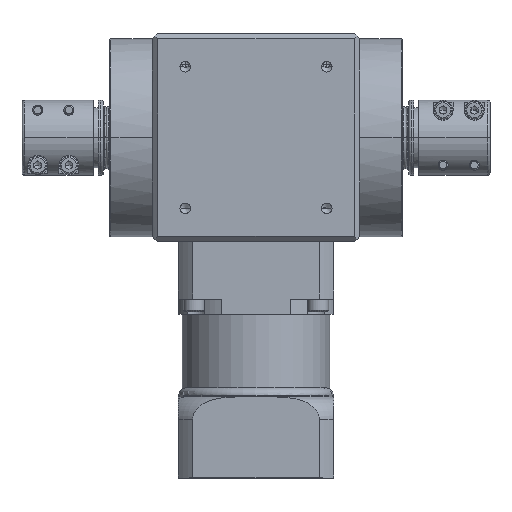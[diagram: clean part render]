
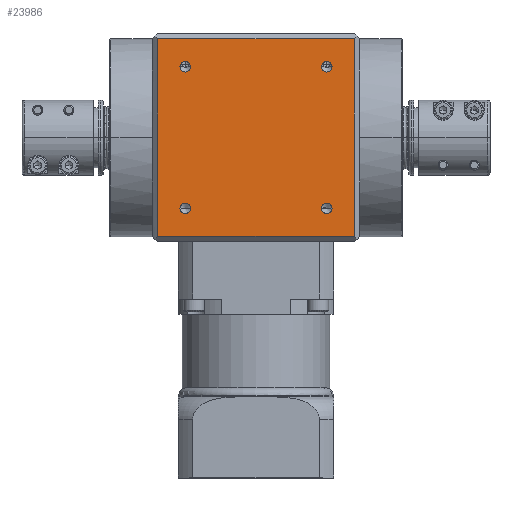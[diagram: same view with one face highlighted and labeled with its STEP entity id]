
A CAD part, top view. The second image highlights one B-rep face of the part: STEP entity #23986.
In plain terms, the highlighted planar face has unit normal (0, 0, 1).
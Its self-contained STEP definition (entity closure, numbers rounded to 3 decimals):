
#231 = VERTEX_POINT ( 'NONE', #13356 ) ;
#590 = DIRECTION ( 'NONE',  ( 0., 0., 1. ) ) ;
#859 = AXIS2_PLACEMENT_3D ( 'NONE', #6271, #23651, #8761 ) ;
#1211 = VECTOR ( 'NONE', #32072, 1000. ) ;
#1363 = CARTESIAN_POINT ( 'NONE',  ( 28.284, 161.884, 41.5 ) ) ;
#1738 = EDGE_LOOP ( 'NONE', ( #16984, #10730 ) ) ;
#1969 = VECTOR ( 'NONE', #29798, 1000. ) ;
#2182 = EDGE_CURVE ( 'NONE', #9683, #26904, #31766, .T. ) ;
#2416 = DIRECTION ( 'NONE',  ( 0., -1., 0. ) ) ;
#3111 = CARTESIAN_POINT ( 'NONE',  ( -41.5, 96.2, 41.5 ) ) ;
#3536 = CARTESIAN_POINT ( 'NONE',  ( -28.284, 161.884, 41.5 ) ) ;
#4086 = CARTESIAN_POINT ( 'NONE',  ( 28.284, 166.084, 41.5 ) ) ;
#4120 = ORIENTED_EDGE ( 'NONE', *, *, #6847, .F. ) ;
#4388 = CARTESIAN_POINT ( 'NONE',  ( 28.284, 163.984, 41.5 ) ) ;
#4657 = VECTOR ( 'NONE', #24261, 1000. ) ;
#4777 = ORIENTED_EDGE ( 'NONE', *, *, #7528, .F. ) ;
#6191 = CARTESIAN_POINT ( 'NONE',  ( -28.284, 105.316, 41.5 ) ) ;
#6220 = AXIS2_PLACEMENT_3D ( 'NONE', #22865, #7977, #25342 ) ;
#6227 = DIRECTION ( 'NONE',  ( 0., 0., -1. ) ) ;
#6271 = CARTESIAN_POINT ( 'NONE',  ( -28.284, 107.416, 41.5 ) ) ;
#6358 = CARTESIAN_POINT ( 'NONE',  ( 28.284, 109.516, 41.5 ) ) ;
#6467 = AXIS2_PLACEMENT_3D ( 'NONE', #15445, #590, #17909 ) ;
#6695 = VERTEX_POINT ( 'NONE', #6358 ) ;
#6817 = EDGE_CURVE ( 'NONE', #17742, #27694, #31874, .T. ) ;
#6847 = EDGE_CURVE ( 'NONE', #17995, #231, #17894, .T. ) ;
#6887 = DIRECTION ( 'NONE',  ( 0., -1., 0. ) ) ;
#6935 = CIRCLE ( 'NONE', #21778, 2.1 ) ;
#6990 = CARTESIAN_POINT ( 'NONE',  ( -28.284, 109.516, 41.5 ) ) ;
#7428 = CIRCLE ( 'NONE', #17776, 2.1 ) ;
#7528 = EDGE_CURVE ( 'NONE', #23761, #17995, #22878, .T. ) ;
#7714 = EDGE_LOOP ( 'NONE', ( #4777, #19548, #10593, #4120 ) ) ;
#7977 = DIRECTION ( 'NONE',  ( 0., 0., -1. ) ) ;
#8019 = DIRECTION ( 'NONE',  ( 0., 0., -1. ) ) ;
#8761 = DIRECTION ( 'NONE',  ( 0., -1., 0. ) ) ;
#8933 = FACE_BOUND ( 'NONE', #19011, .T. ) ;
#9042 = EDGE_CURVE ( 'NONE', #6695, #16349, #29339, .T. ) ;
#9683 = VERTEX_POINT ( 'NONE', #6191 ) ;
#9833 = CARTESIAN_POINT ( 'NONE',  ( 28.284, 105.316, 41.5 ) ) ;
#10107 = EDGE_LOOP ( 'NONE', ( #12892, #21187 ) ) ;
#10160 = CARTESIAN_POINT ( 'NONE',  ( -39.292, 96.2, 41.5 ) ) ;
#10593 = ORIENTED_EDGE ( 'NONE', *, *, #16887, .F. ) ;
#10730 = ORIENTED_EDGE ( 'NONE', *, *, #9042, .F. ) ;
#11296 = DIRECTION ( 'NONE',  ( 0., 0., -1. ) ) ;
#11468 = VERTEX_POINT ( 'NONE', #15887 ) ;
#11652 = CIRCLE ( 'NONE', #29404, 2.1 ) ;
#11666 = ORIENTED_EDGE ( 'NONE', *, *, #28037, .T. ) ;
#11820 = EDGE_CURVE ( 'NONE', #11468, #23761, #27556, .T. ) ;
#12186 = CARTESIAN_POINT ( 'NONE',  ( 0., 175.2, 41.5 ) ) ;
#12478 = CARTESIAN_POINT ( 'NONE',  ( 39.292, 0., 41.5 ) ) ;
#12808 = AXIS2_PLACEMENT_3D ( 'NONE', #32180, #17303, #2416 ) ;
#12892 = ORIENTED_EDGE ( 'NONE', *, *, #17199, .T. ) ;
#13356 = CARTESIAN_POINT ( 'NONE',  ( -39.292, 175.2, 41.5 ) ) ;
#14061 = DIRECTION ( 'NONE',  ( 0., 0., 1. ) ) ;
#14195 = VERTEX_POINT ( 'NONE', #3536 ) ;
#14771 = EDGE_CURVE ( 'NONE', #16349, #6695, #23506, .T. ) ;
#15445 = CARTESIAN_POINT ( 'NONE',  ( 28.284, 107.416, 41.5 ) ) ;
#15590 = FACE_BOUND ( 'NONE', #10107, .T. ) ;
#15887 = CARTESIAN_POINT ( 'NONE',  ( 39.292, 175.2, 41.5 ) ) ;
#15942 = CARTESIAN_POINT ( 'NONE',  ( -28.284, 166.084, 41.5 ) ) ;
#16310 = VECTOR ( 'NONE', #20471, 1000. ) ;
#16349 = VERTEX_POINT ( 'NONE', #9833 ) ;
#16887 = EDGE_CURVE ( 'NONE', #231, #11468, #26779, .T. ) ;
#16907 = CARTESIAN_POINT ( 'NONE',  ( -39.292, 177.2, 41.5 ) ) ;
#16984 = ORIENTED_EDGE ( 'NONE', *, *, #14771, .F. ) ;
#17199 = EDGE_CURVE ( 'NONE', #27694, #17742, #11652, .T. ) ;
#17303 = DIRECTION ( 'NONE',  ( 0., 0., 1. ) ) ;
#17742 = VERTEX_POINT ( 'NONE', #4086 ) ;
#17776 = AXIS2_PLACEMENT_3D ( 'NONE', #22908, #8019, #25391 ) ;
#17894 = LINE ( 'NONE', #16907, #4657 ) ;
#17909 = DIRECTION ( 'NONE',  ( 0., -1., 0. ) ) ;
#17995 = VERTEX_POINT ( 'NONE', #10160 ) ;
#18422 = VERTEX_POINT ( 'NONE', #15942 ) ;
#18439 = AXIS2_PLACEMENT_3D ( 'NONE', #4388, #21755, #6887 ) ;
#18478 = EDGE_CURVE ( 'NONE', #14195, #18422, #6935, .T. ) ;
#19011 = EDGE_LOOP ( 'NONE', ( #27113, #11666 ) ) ;
#19548 = ORIENTED_EDGE ( 'NONE', *, *, #11820, .F. ) ;
#20471 = DIRECTION ( 'NONE',  ( -1., 0., 0. ) ) ;
#21114 = CARTESIAN_POINT ( 'NONE',  ( -28.284, 163.984, 41.5 ) ) ;
#21187 = ORIENTED_EDGE ( 'NONE', *, *, #6817, .T. ) ;
#21755 = DIRECTION ( 'NONE',  ( 0., 0., -1. ) ) ;
#21778 = AXIS2_PLACEMENT_3D ( 'NONE', #21114, #6227, #23619 ) ;
#22865 = CARTESIAN_POINT ( 'NONE',  ( -41.5, 177.2, 41.5 ) ) ;
#22878 = LINE ( 'NONE', #3111, #16310 ) ;
#22908 = CARTESIAN_POINT ( 'NONE',  ( -28.284, 163.984, 41.5 ) ) ;
#22947 = FACE_BOUND ( 'NONE', #28099, .T. ) ;
#23181 = ORIENTED_EDGE ( 'NONE', *, *, #23598, .F. ) ;
#23362 = ORIENTED_EDGE ( 'NONE', *, *, #2182, .F. ) ;
#23506 = CIRCLE ( 'NONE', #27816, 2.1 ) ;
#23598 = EDGE_CURVE ( 'NONE', #26904, #9683, #31915, .T. ) ;
#23619 = DIRECTION ( 'NONE',  ( 0., -1., 0. ) ) ;
#23651 = DIRECTION ( 'NONE',  ( 0., 0., 1. ) ) ;
#23724 = FACE_BOUND ( 'NONE', #1738, .T. ) ;
#23761 = VERTEX_POINT ( 'NONE', #31882 ) ;
#23986 = ADVANCED_FACE ( 'NONE', ( #28708, #22947, #23724, #15590, #8933 ), #27596, .F. ) ;
#24261 = DIRECTION ( 'NONE',  ( 0., 1., 0. ) ) ;
#25342 = DIRECTION ( 'NONE',  ( 0., 1., 0. ) ) ;
#25391 = DIRECTION ( 'NONE',  ( 0., -1., 0. ) ) ;
#26133 = CARTESIAN_POINT ( 'NONE',  ( 28.284, 163.984, 41.5 ) ) ;
#26779 = LINE ( 'NONE', #12186, #1211 ) ;
#26904 = VERTEX_POINT ( 'NONE', #6990 ) ;
#27113 = ORIENTED_EDGE ( 'NONE', *, *, #18478, .T. ) ;
#27556 = LINE ( 'NONE', #12478, #1969 ) ;
#27596 = PLANE ( 'NONE',  #6220 ) ;
#27694 = VERTEX_POINT ( 'NONE', #1363 ) ;
#27816 = AXIS2_PLACEMENT_3D ( 'NONE', #28838, #14061, #31397 ) ;
#28037 = EDGE_CURVE ( 'NONE', #18422, #14195, #7428, .T. ) ;
#28099 = EDGE_LOOP ( 'NONE', ( #23362, #23181 ) ) ;
#28609 = DIRECTION ( 'NONE',  ( 0., -1., 0. ) ) ;
#28708 = FACE_OUTER_BOUND ( 'NONE', #7714, .T. ) ;
#28838 = CARTESIAN_POINT ( 'NONE',  ( 28.284, 107.416, 41.5 ) ) ;
#29339 = CIRCLE ( 'NONE', #6467, 2.1 ) ;
#29404 = AXIS2_PLACEMENT_3D ( 'NONE', #26133, #11296, #28609 ) ;
#29798 = DIRECTION ( 'NONE',  ( 0., -1., 0. ) ) ;
#31397 = DIRECTION ( 'NONE',  ( 0., -1., 0. ) ) ;
#31766 = CIRCLE ( 'NONE', #12808, 2.1 ) ;
#31874 = CIRCLE ( 'NONE', #18439, 2.1 ) ;
#31882 = CARTESIAN_POINT ( 'NONE',  ( 39.292, 96.2, 41.5 ) ) ;
#31915 = CIRCLE ( 'NONE', #859, 2.1 ) ;
#32072 = DIRECTION ( 'NONE',  ( 1., 0., 0. ) ) ;
#32180 = CARTESIAN_POINT ( 'NONE',  ( -28.284, 107.416, 41.5 ) ) ;
